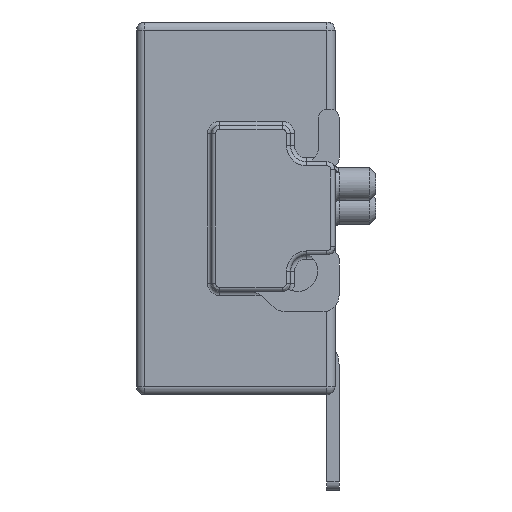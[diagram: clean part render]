
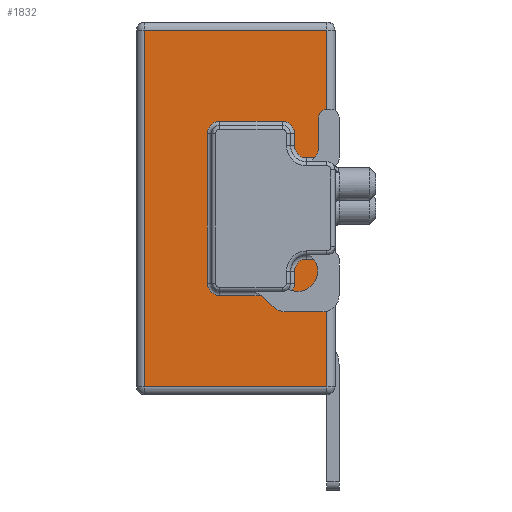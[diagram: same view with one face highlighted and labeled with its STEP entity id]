
A CAD part, left-side view. The second image highlights one B-rep face of the part: STEP entity #1832.
In plain terms, the highlighted planar face has unit normal (-1, 0, 0).
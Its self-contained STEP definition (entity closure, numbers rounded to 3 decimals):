
#1298=FACE_OUTER_BOUND('',#4064,.T.);
#1832=ADVANCED_FACE('',(#1298),#2336,.T.);
#2336=PLANE('',#9732);
#2702=LINE('',#13828,#3437);
#2703=LINE('',#13831,#3438);
#2704=LINE('',#13833,#3439);
#2705=LINE('',#13837,#3440);
#2706=LINE('',#13841,#3441);
#2707=LINE('',#13845,#3442);
#2708=LINE('',#13849,#3443);
#2709=LINE('',#13853,#3444);
#2710=LINE('',#13857,#3445);
#2711=LINE('',#13859,#3446);
#2712=LINE('',#13861,#3447);
#2713=LINE('',#13863,#3448);
#3437=VECTOR('',#10926,1.);
#3438=VECTOR('',#10927,1.);
#3439=VECTOR('',#10928,1.);
#3440=VECTOR('',#10931,1.);
#3441=VECTOR('',#10934,1.);
#3442=VECTOR('',#10937,1.);
#3443=VECTOR('',#10940,1.);
#3444=VECTOR('',#10943,1.);
#3445=VECTOR('',#10946,1.);
#3446=VECTOR('',#10947,1.);
#3447=VECTOR('',#10948,1.);
#3448=VECTOR('',#10949,1.);
#4064=EDGE_LOOP('',(#4859,#4860,#4861,#4862,#4863,#4864,#4865,#4866,#4867,
#4868,#4869,#4870,#4871,#4872,#4873,#4874,#4875,#4876));
#4859=ORIENTED_EDGE('',*,*,#8177,.T.);
#4860=ORIENTED_EDGE('',*,*,#8178,.T.);
#4861=ORIENTED_EDGE('',*,*,#8179,.T.);
#4862=ORIENTED_EDGE('',*,*,#8180,.T.);
#4863=ORIENTED_EDGE('',*,*,#8181,.T.);
#4864=ORIENTED_EDGE('',*,*,#8182,.T.);
#4865=ORIENTED_EDGE('',*,*,#8183,.T.);
#4866=ORIENTED_EDGE('',*,*,#8184,.T.);
#4867=ORIENTED_EDGE('',*,*,#8185,.T.);
#4868=ORIENTED_EDGE('',*,*,#8186,.T.);
#4869=ORIENTED_EDGE('',*,*,#8187,.T.);
#4870=ORIENTED_EDGE('',*,*,#8188,.T.);
#4871=ORIENTED_EDGE('',*,*,#8189,.T.);
#4872=ORIENTED_EDGE('',*,*,#8190,.T.);
#4873=ORIENTED_EDGE('',*,*,#8191,.T.);
#4874=ORIENTED_EDGE('',*,*,#8192,.T.);
#4875=ORIENTED_EDGE('',*,*,#8193,.T.);
#4876=ORIENTED_EDGE('',*,*,#8194,.T.);
#7371=VERTEX_POINT('',#13829);
#7372=VERTEX_POINT('',#13830);
#7373=VERTEX_POINT('',#13832);
#7374=VERTEX_POINT('',#13834);
#7375=VERTEX_POINT('',#13836);
#7376=VERTEX_POINT('',#13838);
#7377=VERTEX_POINT('',#13840);
#7378=VERTEX_POINT('',#13842);
#7379=VERTEX_POINT('',#13844);
#7380=VERTEX_POINT('',#13846);
#7381=VERTEX_POINT('',#13848);
#7382=VERTEX_POINT('',#13850);
#7383=VERTEX_POINT('',#13852);
#7384=VERTEX_POINT('',#13854);
#7385=VERTEX_POINT('',#13856);
#7386=VERTEX_POINT('',#13858);
#7387=VERTEX_POINT('',#13860);
#7388=VERTEX_POINT('',#13862);
#8177=EDGE_CURVE('',#7371,#7372,#2702,.T.);
#8178=EDGE_CURVE('',#7372,#7373,#2703,.T.);
#8179=EDGE_CURVE('',#7373,#7374,#2704,.T.);
#8180=EDGE_CURVE('',#7374,#7375,#9270,.T.);
#8181=EDGE_CURVE('',#7375,#7376,#2705,.T.);
#8182=EDGE_CURVE('',#7376,#7377,#9271,.T.);
#8183=EDGE_CURVE('',#7377,#7378,#2706,.T.);
#8184=EDGE_CURVE('',#7378,#7379,#9272,.T.);
#8185=EDGE_CURVE('',#7379,#7380,#2707,.T.);
#8186=EDGE_CURVE('',#7380,#7381,#9273,.T.);
#8187=EDGE_CURVE('',#7381,#7382,#2708,.T.);
#8188=EDGE_CURVE('',#7382,#7383,#9274,.T.);
#8189=EDGE_CURVE('',#7383,#7384,#2709,.T.);
#8190=EDGE_CURVE('',#7384,#7385,#9275,.T.);
#8191=EDGE_CURVE('',#7385,#7386,#2710,.T.);
#8192=EDGE_CURVE('',#7386,#7387,#2711,.T.);
#8193=EDGE_CURVE('',#7387,#7388,#2712,.T.);
#8194=EDGE_CURVE('',#7388,#7371,#2713,.T.);
#9270=CIRCLE('',#9726,0.3);
#9271=CIRCLE('',#9727,0.3);
#9272=CIRCLE('',#9728,0.3);
#9273=CIRCLE('',#9729,0.3);
#9274=CIRCLE('',#9730,0.3);
#9275=CIRCLE('',#9731,0.3);
#9726=AXIS2_PLACEMENT_3D('',#13835,#10929,#10930);
#9727=AXIS2_PLACEMENT_3D('',#13839,#10932,#10933);
#9728=AXIS2_PLACEMENT_3D('',#13843,#10935,#10936);
#9729=AXIS2_PLACEMENT_3D('',#13847,#10938,#10939);
#9730=AXIS2_PLACEMENT_3D('',#13851,#10941,#10942);
#9731=AXIS2_PLACEMENT_3D('',#13855,#10944,#10945);
#9732=AXIS2_PLACEMENT_3D('',#13864,#10950,#10951);
#10926=DIRECTION('',(0.,-1.,0.));
#10927=DIRECTION('',(0.,0.,1.));
#10928=DIRECTION('',(0.,1.,0.));
#10929=DIRECTION('',(-1.,0.,0.));
#10930=DIRECTION('',(0.,0.,1.));
#10931=DIRECTION('',(0.,0.,-1.));
#10932=DIRECTION('',(1.,0.,0.));
#10933=DIRECTION('',(0.,0.,1.));
#10934=DIRECTION('',(0.,1.,0.));
#10935=DIRECTION('',(1.,0.,0.));
#10936=DIRECTION('',(0.,0.,1.));
#10937=DIRECTION('',(0.,0.,1.));
#10938=DIRECTION('',(1.,0.,0.));
#10939=DIRECTION('',(0.,0.,1.));
#10940=DIRECTION('',(0.,-1.,0.));
#10941=DIRECTION('',(1.,0.,0.));
#10942=DIRECTION('',(0.,0.,1.));
#10943=DIRECTION('',(0.,0.,-1.));
#10944=DIRECTION('',(-1.,0.,0.));
#10945=DIRECTION('',(0.,0.,1.));
#10946=DIRECTION('',(0.,-1.,0.));
#10947=DIRECTION('',(0.,0.,1.));
#10948=DIRECTION('',(0.,1.,0.));
#10949=DIRECTION('',(0.,0.,-1.));
#10950=DIRECTION('',(-1.,0.,0.));
#10951=DIRECTION('',(0.,0.,1.));
#13828=CARTESIAN_POINT('',(-1.49,-2.25,-9.));
#13829=CARTESIAN_POINT('',(-1.49,2.25,-9.));
#13830=CARTESIAN_POINT('',(-1.49,-2.25,-9.));
#13831=CARTESIAN_POINT('',(-1.49,-2.25,-5.85));
#13832=CARTESIAN_POINT('',(-1.49,-2.25,-5.85));
#13833=CARTESIAN_POINT('',(-1.49,-2.25,-5.85));
#13834=CARTESIAN_POINT('',(-1.49,-1.75,-5.85));
#13835=CARTESIAN_POINT('',(-1.49,-1.75,-6.15));
#13836=CARTESIAN_POINT('',(-1.49,-1.45,-6.15));
#13837=CARTESIAN_POINT('',(-1.49,-1.45,-0.2));
#13838=CARTESIAN_POINT('',(-1.49,-1.45,-6.45));
#13839=CARTESIAN_POINT('',(-1.49,-1.15,-6.45));
#13840=CARTESIAN_POINT('',(-1.49,-1.15,-6.75));
#13841=CARTESIAN_POINT('',(-1.49,-2.25,-6.75));
#13842=CARTESIAN_POINT('',(-1.49,0.4,-6.75));
#13843=CARTESIAN_POINT('',(-1.49,0.4,-6.45));
#13844=CARTESIAN_POINT('',(-1.49,0.7,-6.45));
#13845=CARTESIAN_POINT('',(-1.49,0.7,-0.2));
#13846=CARTESIAN_POINT('',(-1.49,0.7,-2.75));
#13847=CARTESIAN_POINT('',(-1.49,0.4,-2.75));
#13848=CARTESIAN_POINT('',(-1.49,0.4,-2.45));
#13849=CARTESIAN_POINT('',(-1.49,-2.25,-2.45));
#13850=CARTESIAN_POINT('',(-1.49,-1.15,-2.45));
#13851=CARTESIAN_POINT('',(-1.49,-1.15,-2.75));
#13852=CARTESIAN_POINT('',(-1.49,-1.45,-2.75));
#13853=CARTESIAN_POINT('',(-1.49,-1.45,-0.2));
#13854=CARTESIAN_POINT('',(-1.49,-1.45,-3.05));
#13855=CARTESIAN_POINT('',(-1.49,-1.75,-3.05));
#13856=CARTESIAN_POINT('',(-1.49,-1.75,-3.35));
#13857=CARTESIAN_POINT('',(-1.49,-2.25,-3.35));
#13858=CARTESIAN_POINT('',(-1.49,-2.25,-3.35));
#13859=CARTESIAN_POINT('',(-1.49,-2.25,-0.2));
#13860=CARTESIAN_POINT('',(-1.49,-2.25,-0.2));
#13861=CARTESIAN_POINT('',(-1.49,2.25,-0.2));
#13862=CARTESIAN_POINT('',(-1.49,2.25,-0.2));
#13863=CARTESIAN_POINT('',(-1.49,2.25,-9.));
#13864=CARTESIAN_POINT('',(-1.49,-2.25,-0.2));
